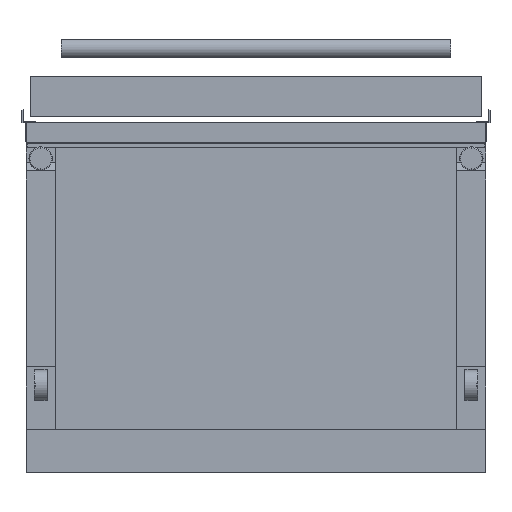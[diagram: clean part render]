
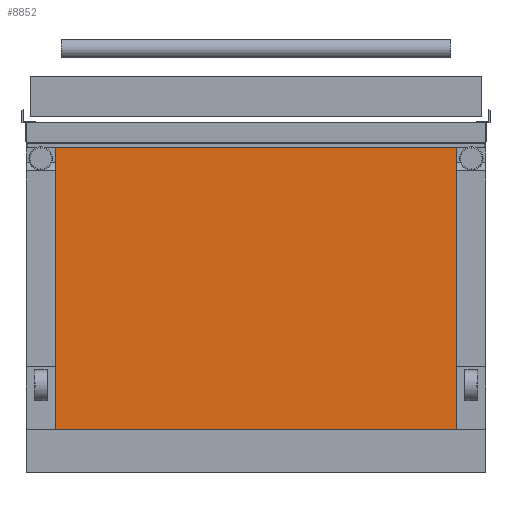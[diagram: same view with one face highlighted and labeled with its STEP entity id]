
A CAD part, front view. The second image highlights one B-rep face of the part: STEP entity #8852.
In plain terms, the highlighted planar face has unit normal (0, -1, 0).
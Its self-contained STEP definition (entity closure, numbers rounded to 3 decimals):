
#255 = LINE ( 'NONE', #5008, #2343 ) ;
#465 = CARTESIAN_POINT ( 'NONE',  ( -321., -990.85, -280. ) ) ;
#792 = CARTESIAN_POINT ( 'NONE',  ( -321., -990.85, 240. ) ) ;
#926 = ORIENTED_EDGE ( 'NONE', *, *, #7428, .F. ) ;
#1092 = DIRECTION ( 'NONE',  ( 0., 0., 1. ) ) ;
#1293 = VERTEX_POINT ( 'NONE', #792 ) ;
#2289 = CARTESIAN_POINT ( 'NONE',  ( 321., -990.85, 240. ) ) ;
#2343 = VECTOR ( 'NONE', #1092, 1000. ) ;
#2415 = VECTOR ( 'NONE', #8345, 1000. ) ;
#2416 = ORIENTED_EDGE ( 'NONE', *, *, #2667, .F. ) ;
#2667 = EDGE_CURVE ( 'NONE', #8237, #1293, #4414, .T. ) ;
#2687 = EDGE_CURVE ( 'NONE', #8237, #6986, #3670, .T. ) ;
#2839 = DIRECTION ( 'NONE',  ( 0., 0., 1. ) ) ;
#3547 = CARTESIAN_POINT ( 'NONE',  ( 321., -990.85, -280. ) ) ;
#3670 = LINE ( 'NONE', #5974, #6634 ) ;
#3827 = DIRECTION ( 'NONE',  ( 1., 0., 0. ) ) ;
#4328 = CARTESIAN_POINT ( 'NONE',  ( -321., -990.85, -210.4 ) ) ;
#4404 = DIRECTION ( 'NONE',  ( 0., 1., 0. ) ) ;
#4414 = LINE ( 'NONE', #465, #2415 ) ;
#5008 = CARTESIAN_POINT ( 'NONE',  ( 321., -990.85, -280. ) ) ;
#5020 = ORIENTED_EDGE ( 'NONE', *, *, #6169, .T. ) ;
#5223 = VERTEX_POINT ( 'NONE', #10071 ) ;
#5974 = CARTESIAN_POINT ( 'NONE',  ( 368., -990.85, -210.4 ) ) ;
#6169 = EDGE_CURVE ( 'NONE', #6986, #5223, #255, .T. ) ;
#6283 = LINE ( 'NONE', #2289, #8922 ) ;
#6634 = VECTOR ( 'NONE', #6781, 1000. ) ;
#6781 = DIRECTION ( 'NONE',  ( 1., 0., 0. ) ) ;
#6986 = VERTEX_POINT ( 'NONE', #9705 ) ;
#7428 = EDGE_CURVE ( 'NONE', #1293, #5223, #6283, .T. ) ;
#8201 = AXIS2_PLACEMENT_3D ( 'NONE', #3547, #4404, #2839 ) ;
#8237 = VERTEX_POINT ( 'NONE', #4328 ) ;
#8310 = FACE_OUTER_BOUND ( 'NONE', #10094, .T. ) ;
#8345 = DIRECTION ( 'NONE',  ( 0., 0., 1. ) ) ;
#8387 = PLANE ( 'NONE',  #8201 ) ;
#8852 = ADVANCED_FACE ( 'NONE', ( #8310 ), #8387, .F. ) ;
#8922 = VECTOR ( 'NONE', #3827, 1000. ) ;
#9152 = ORIENTED_EDGE ( 'NONE', *, *, #2687, .T. ) ;
#9705 = CARTESIAN_POINT ( 'NONE',  ( 321., -990.85, -210.4 ) ) ;
#10071 = CARTESIAN_POINT ( 'NONE',  ( 321., -990.85, 240. ) ) ;
#10094 = EDGE_LOOP ( 'NONE', ( #2416, #9152, #5020, #926 ) ) ;
